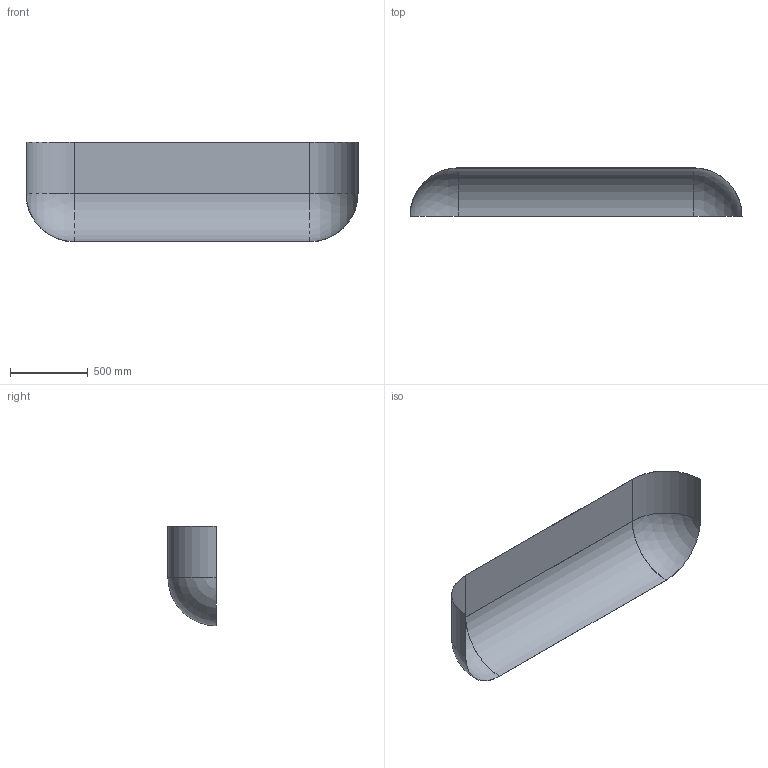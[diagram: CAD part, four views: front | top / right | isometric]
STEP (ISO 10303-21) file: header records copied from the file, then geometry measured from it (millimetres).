
FILE_DESCRIPTION (( 'STEP AP203' ), '1' );
FILE_NAME ('coque arondi-250017-1.STEP', '2025-04-23T12:44:36', ( '' ), ( '' ), 'SwSTEP 2.0', 'SolidWorks 2022', '' );
FILE_SCHEMA (( 'CONFIG_CONTROL_DESIGN' ));
Length unit declared in the file: millimetre
Products named in the file (1): coque arondi-250017-1
Bounding box: 2135 x 310 x 640 mm (x, y, z)
Volume: 1858285.4 mm3; surface area: 3722206.5 mm2
Topology: 1 solids, 1 shells, 14 faces, 36 edges, 20 vertices
Faces by surface type: cylinder 6, plane 4, sphere 4
Entity records: 477 total; most frequent: DIRECTION 78, CARTESIAN_POINT 67, ORIENTED_EDGE 64, EDGE_CURVE 32, AXIS2_PLACEMENT_3D 31, VERTEX_POINT 20, CIRCLE 16, VECTOR 16
